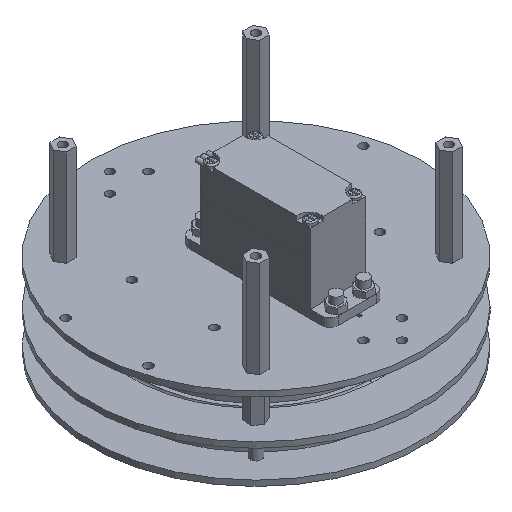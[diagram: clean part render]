
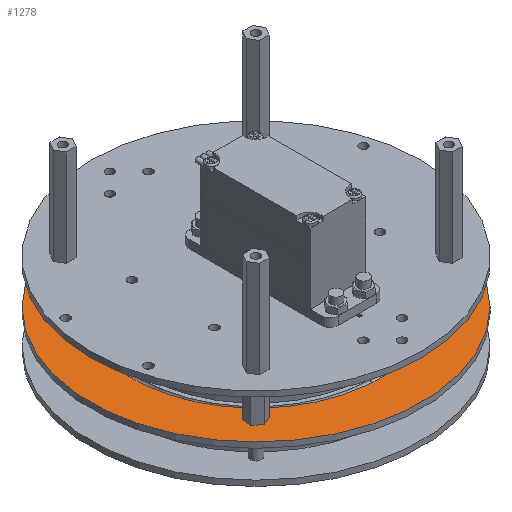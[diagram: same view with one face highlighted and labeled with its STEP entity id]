
A CAD part, isometric view. The second image highlights one B-rep face of the part: STEP entity #1278.
In plain terms, the highlighted face is planar.
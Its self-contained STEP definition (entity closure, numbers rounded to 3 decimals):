
#177 = CARTESIAN_POINT ( 'NONE',  ( 2., 0., 60. ) ) ;
#420 = DIRECTION ( 'NONE',  ( 0., 0., -1. ) ) ;
#981 = FACE_OUTER_BOUND ( 'NONE', #23180, .T. ) ;
#1278 = ADVANCED_FACE ( 'NONE', ( #11396, #11591, #981, #33045, #22231, #19599 ), #8921, .T. ) ;
#1711 = CARTESIAN_POINT ( 'NONE',  ( 2., 0., -45. ) ) ;
#1734 = CIRCLE ( 'NONE', #2835, 2. ) ;
#2017 = ORIENTED_EDGE ( 'NONE', *, *, #24202, .F. ) ;
#2036 = EDGE_LOOP ( 'NONE', ( #16514, #2017 ) ) ;
#2456 = ORIENTED_EDGE ( 'NONE', *, *, #32526, .F. ) ;
#2549 = DIRECTION ( 'NONE',  ( 1., 0., 0. ) ) ;
#2723 = VERTEX_POINT ( 'NONE', #34439 ) ;
#2835 = AXIS2_PLACEMENT_3D ( 'NONE', #4970, #26391, #7924 ) ;
#3253 = CIRCLE ( 'NONE', #26457, 2. ) ;
#3332 = DIRECTION ( 'NONE',  ( 1., 0., 0. ) ) ;
#4970 = CARTESIAN_POINT ( 'NONE',  ( 2., -49.497, 0. ) ) ;
#5168 = VERTEX_POINT ( 'NONE', #28958 ) ;
#5537 = CARTESIAN_POINT ( 'NONE',  ( 2., 0., 0. ) ) ;
#5557 = EDGE_CURVE ( 'NONE', #5705, #8027, #13723, .T. ) ;
#5705 = VERTEX_POINT ( 'NONE', #18812 ) ;
#6072 = DIRECTION ( 'NONE',  ( 1., 0., 0. ) ) ;
#6183 = CARTESIAN_POINT ( 'NONE',  ( 2., 0., 49.497 ) ) ;
#6278 = DIRECTION ( 'NONE',  ( 0., 0., -1. ) ) ;
#6544 = CARTESIAN_POINT ( 'NONE',  ( 2., 0., -51.497 ) ) ;
#7924 = DIRECTION ( 'NONE',  ( 0., 0., -1. ) ) ;
#8027 = VERTEX_POINT ( 'NONE', #6544 ) ;
#8191 = CIRCLE ( 'NONE', #17289, 45. ) ;
#8761 = CIRCLE ( 'NONE', #13302, 60. ) ;
#8921 = PLANE ( 'NONE',  #21517 ) ;
#9171 = DIRECTION ( 'NONE',  ( 0., 0., -1. ) ) ;
#9228 = EDGE_CURVE ( 'NONE', #18325, #16527, #3253, .T. ) ;
#9500 = DIRECTION ( 'NONE',  ( 1., 0., 0. ) ) ;
#9976 = DIRECTION ( 'NONE',  ( 0., 0., -1. ) ) ;
#10277 = CARTESIAN_POINT ( 'NONE',  ( 2., 0., 45. ) ) ;
#10347 = DIRECTION ( 'NONE',  ( 0., 0., -1. ) ) ;
#10627 = ORIENTED_EDGE ( 'NONE', *, *, #33297, .F. ) ;
#11075 = EDGE_LOOP ( 'NONE', ( #15309, #2456 ) ) ;
#11359 = EDGE_CURVE ( 'NONE', #28750, #5168, #19706, .T. ) ;
#11396 = FACE_BOUND ( 'NONE', #18638, .T. ) ;
#11591 = FACE_BOUND ( 'NONE', #16148, .T. ) ;
#11992 = CARTESIAN_POINT ( 'NONE',  ( 2., 49.497, 0. ) ) ;
#12004 = DIRECTION ( 'NONE',  ( 0., 0., -1. ) ) ;
#12498 = CARTESIAN_POINT ( 'NONE',  ( 2., 49.497, 2. ) ) ;
#13215 = VERTEX_POINT ( 'NONE', #177 ) ;
#13232 = CIRCLE ( 'NONE', #21732, 2. ) ;
#13302 = AXIS2_PLACEMENT_3D ( 'NONE', #5537, #6072, #420 ) ;
#13723 = CIRCLE ( 'NONE', #33549, 2. ) ;
#13942 = ORIENTED_EDGE ( 'NONE', *, *, #11359, .F. ) ;
#13992 = DIRECTION ( 'NONE',  ( 1., 0., 0. ) ) ;
#14492 = DIRECTION ( 'NONE',  ( 0., 0., -1. ) ) ;
#14734 = CARTESIAN_POINT ( 'NONE',  ( 2., 0., 47.497 ) ) ;
#14870 = VERTEX_POINT ( 'NONE', #25430 ) ;
#15165 = AXIS2_PLACEMENT_3D ( 'NONE', #17515, #17149, #12004 ) ;
#15183 = CARTESIAN_POINT ( 'NONE',  ( 2., 0., 49.497 ) ) ;
#15278 = DIRECTION ( 'NONE',  ( 0., 0., -1. ) ) ;
#15309 = ORIENTED_EDGE ( 'NONE', *, *, #21656, .F. ) ;
#15605 = EDGE_LOOP ( 'NONE', ( #19244, #29178 ) ) ;
#15676 = CARTESIAN_POINT ( 'NONE',  ( 2., 0., 0. ) ) ;
#15888 = EDGE_CURVE ( 'NONE', #22143, #2723, #15914, .T. ) ;
#15914 = CIRCLE ( 'NONE', #26692, 2. ) ;
#16148 = EDGE_LOOP ( 'NONE', ( #22073, #27084 ) ) ;
#16514 = ORIENTED_EDGE ( 'NONE', *, *, #5557, .F. ) ;
#16527 = VERTEX_POINT ( 'NONE', #21979 ) ;
#16840 = AXIS2_PLACEMENT_3D ( 'NONE', #33059, #33580, #19785 ) ;
#17149 = DIRECTION ( 'NONE',  ( 1., 0., 0. ) ) ;
#17289 = AXIS2_PLACEMENT_3D ( 'NONE', #22323, #13992, #9171 ) ;
#17515 = CARTESIAN_POINT ( 'NONE',  ( 2., 0., 0. ) ) ;
#18325 = VERTEX_POINT ( 'NONE', #14734 ) ;
#18487 = CIRCLE ( 'NONE', #33765, 2. ) ;
#18543 = DIRECTION ( 'NONE',  ( 1., 0., 0. ) ) ;
#18638 = EDGE_LOOP ( 'NONE', ( #10627, #13942 ) ) ;
#18744 = AXIS2_PLACEMENT_3D ( 'NONE', #15676, #2549, #9976 ) ;
#18812 = CARTESIAN_POINT ( 'NONE',  ( 2., 0., -47.497 ) ) ;
#18837 = VERTEX_POINT ( 'NONE', #1711 ) ;
#18862 = CARTESIAN_POINT ( 'NONE',  ( 2., 49.497, 0. ) ) ;
#19244 = ORIENTED_EDGE ( 'NONE', *, *, #31552, .F. ) ;
#19370 = EDGE_CURVE ( 'NONE', #14870, #13215, #22725, .T. ) ;
#19481 = CARTESIAN_POINT ( 'NONE',  ( 2., 0., -49.497 ) ) ;
#19599 = FACE_BOUND ( 'NONE', #2036, .T. ) ;
#19680 = DIRECTION ( 'NONE',  ( 1., 0., 0. ) ) ;
#19706 = CIRCLE ( 'NONE', #16840, 2. ) ;
#19775 = CARTESIAN_POINT ( 'NONE',  ( 2., 0., 0. ) ) ;
#19785 = DIRECTION ( 'NONE',  ( 0., 0., -1. ) ) ;
#20940 = DIRECTION ( 'NONE',  ( 1., 0., 0. ) ) ;
#21517 = AXIS2_PLACEMENT_3D ( 'NONE', #19775, #30559, #6278 ) ;
#21656 = EDGE_CURVE ( 'NONE', #34047, #18837, #8191, .T. ) ;
#21732 = AXIS2_PLACEMENT_3D ( 'NONE', #19481, #3332, #26911 ) ;
#21979 = CARTESIAN_POINT ( 'NONE',  ( 2., 0., 51.497 ) ) ;
#22073 = ORIENTED_EDGE ( 'NONE', *, *, #15888, .F. ) ;
#22143 = VERTEX_POINT ( 'NONE', #12498 ) ;
#22231 = FACE_BOUND ( 'NONE', #15605, .T. ) ;
#22323 = CARTESIAN_POINT ( 'NONE',  ( 2., 0., 0. ) ) ;
#22497 = ORIENTED_EDGE ( 'NONE', *, *, #19370, .T. ) ;
#22725 = CIRCLE ( 'NONE', #18744, 60. ) ;
#22766 = EDGE_CURVE ( 'NONE', #13215, #14870, #8761, .T. ) ;
#22998 = AXIS2_PLACEMENT_3D ( 'NONE', #11992, #9500, #14492 ) ;
#23180 = EDGE_LOOP ( 'NONE', ( #31444, #22497 ) ) ;
#24202 = EDGE_CURVE ( 'NONE', #8027, #5705, #13232, .T. ) ;
#24884 = DIRECTION ( 'NONE',  ( 0., 0., -1. ) ) ;
#25430 = CARTESIAN_POINT ( 'NONE',  ( 2., 0., -60. ) ) ;
#26383 = CIRCLE ( 'NONE', #22998, 2. ) ;
#26391 = DIRECTION ( 'NONE',  ( 1., 0., 0. ) ) ;
#26457 = AXIS2_PLACEMENT_3D ( 'NONE', #6183, #19680, #30466 ) ;
#26692 = AXIS2_PLACEMENT_3D ( 'NONE', #18862, #30010, #24884 ) ;
#26911 = DIRECTION ( 'NONE',  ( 0., 0., -1. ) ) ;
#27084 = ORIENTED_EDGE ( 'NONE', *, *, #30515, .F. ) ;
#28750 = VERTEX_POINT ( 'NONE', #29661 ) ;
#28958 = CARTESIAN_POINT ( 'NONE',  ( 2., -49.497, 2. ) ) ;
#29178 = ORIENTED_EDGE ( 'NONE', *, *, #9228, .F. ) ;
#29661 = CARTESIAN_POINT ( 'NONE',  ( 2., -49.497, -2. ) ) ;
#30010 = DIRECTION ( 'NONE',  ( 1., 0., 0. ) ) ;
#30449 = CIRCLE ( 'NONE', #15165, 45. ) ;
#30466 = DIRECTION ( 'NONE',  ( 0., 0., -1. ) ) ;
#30515 = EDGE_CURVE ( 'NONE', #2723, #22143, #26383, .T. ) ;
#30559 = DIRECTION ( 'NONE',  ( 1., 0., 0. ) ) ;
#31444 = ORIENTED_EDGE ( 'NONE', *, *, #22766, .T. ) ;
#31552 = EDGE_CURVE ( 'NONE', #16527, #18325, #18487, .T. ) ;
#31921 = CARTESIAN_POINT ( 'NONE',  ( 2., 0., -49.497 ) ) ;
#32526 = EDGE_CURVE ( 'NONE', #18837, #34047, #30449, .T. ) ;
#33045 = FACE_BOUND ( 'NONE', #11075, .T. ) ;
#33059 = CARTESIAN_POINT ( 'NONE',  ( 2., -49.497, 0. ) ) ;
#33297 = EDGE_CURVE ( 'NONE', #5168, #28750, #1734, .T. ) ;
#33549 = AXIS2_PLACEMENT_3D ( 'NONE', #31921, #20940, #15278 ) ;
#33580 = DIRECTION ( 'NONE',  ( 1., 0., 0. ) ) ;
#33765 = AXIS2_PLACEMENT_3D ( 'NONE', #15183, #18543, #10347 ) ;
#34047 = VERTEX_POINT ( 'NONE', #10277 ) ;
#34439 = CARTESIAN_POINT ( 'NONE',  ( 2., 49.497, -2. ) ) ;
